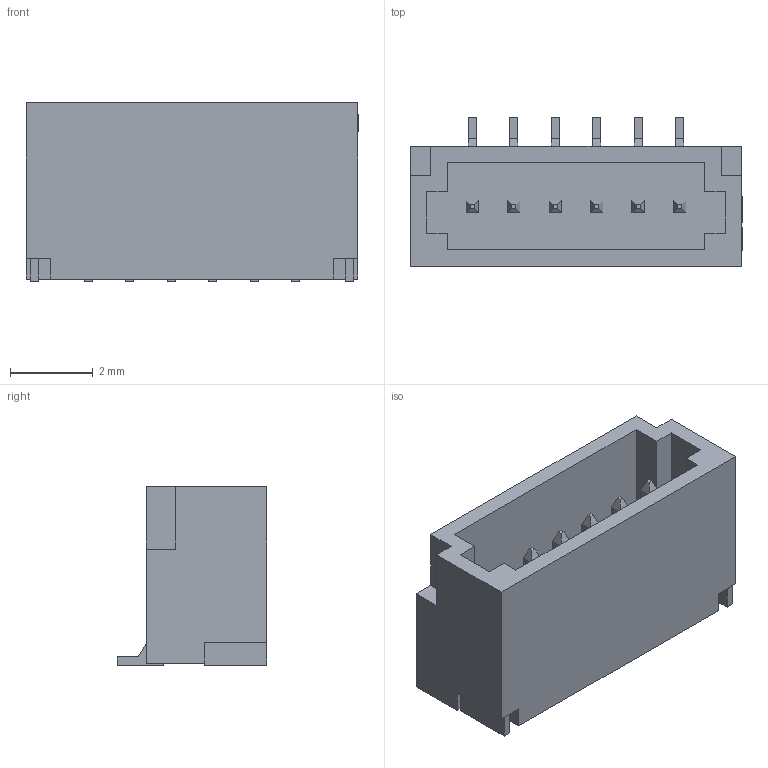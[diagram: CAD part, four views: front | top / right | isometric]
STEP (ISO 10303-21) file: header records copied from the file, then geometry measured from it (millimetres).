
FILE_DESCRIPTION (( 'STEP AP214' ), '1' );
FILE_NAME ('CONN-SMD_BM06B-SRSS-TBT-LF-SN.step', '2022-08-01T06:09:20', ( '' ), ( '' ), 'SwSTEP 2.0', 'SolidWorks 2020', '' );
FILE_SCHEMA (( 'AUTOMOTIVE_DESIGN' ));
Length unit declared in the file: millimetre
Products named in the file (1): CONN-SMD_BM06B-SRSS-TBT-LF-SN
Bounding box: 8 x 3.6 x 4.3 mm (x, y, z)
Volume: 56.3 mm3; surface area: 217.9 mm2
Topology: 14 solids, 14 shells, 370 faces, 977 edges, 642 vertices
Faces by surface type: plane 272, bspline 98
Entity records: 16014 total; most frequent: CARTESIAN_POINT 3296, ORIENTED_EDGE 1954, DIRECTION 1323, EDGE_CURVE 977, LINE 777, VECTOR 777, VERTEX_POINT 642, EDGE_LOOP 389
